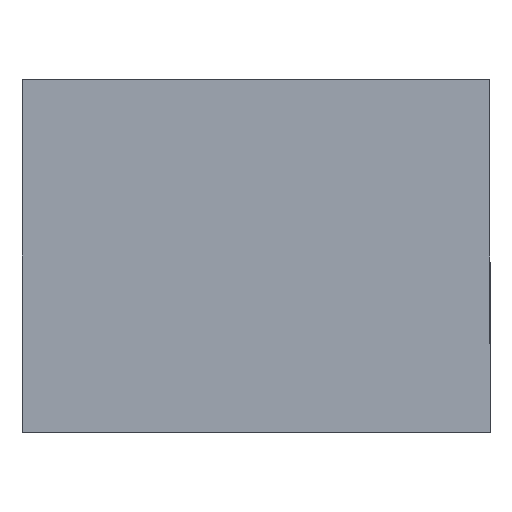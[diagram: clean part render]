
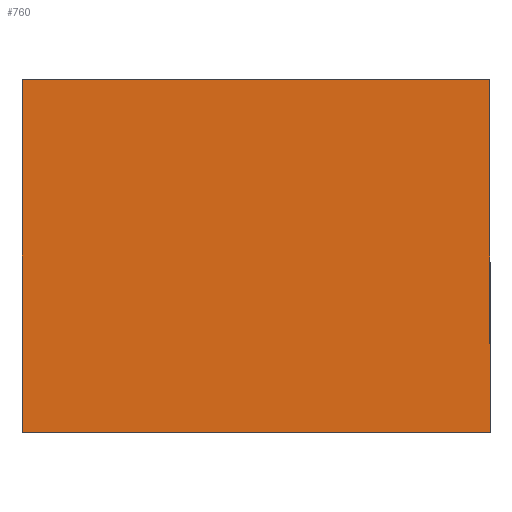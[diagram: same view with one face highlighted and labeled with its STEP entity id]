
A CAD part, left-side view. The second image highlights one B-rep face of the part: STEP entity #760.
In plain terms, the highlighted planar face has unit normal (-1, 0, 0).
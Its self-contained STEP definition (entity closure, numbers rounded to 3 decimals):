
#2 = LINE ( 'NONE', #421, #1016 ) ;
#28 = DIRECTION ( 'NONE',  ( 1., 0., 0. ) ) ;
#62 = VERTEX_POINT ( 'NONE', #186 ) ;
#186 = CARTESIAN_POINT ( 'NONE',  ( -8.5, 17.788, 7. ) ) ;
#238 = LINE ( 'NONE', #977, #917 ) ;
#243 = DIRECTION ( 'NONE',  ( 0., 0., -1. ) ) ;
#272 = EDGE_CURVE ( 'NONE', #1042, #424, #238, .T. ) ;
#274 = EDGE_CURVE ( 'NONE', #424, #62, #403, .T. ) ;
#292 = PLANE ( 'NONE',  #900 ) ;
#321 = ORIENTED_EDGE ( 'NONE', *, *, #274, .T. ) ;
#325 = ORIENTED_EDGE ( 'NONE', *, *, #396, .T. ) ;
#396 = EDGE_CURVE ( 'NONE', #810, #1042, #840, .T. ) ;
#403 = LINE ( 'NONE', #645, #447 ) ;
#406 = CARTESIAN_POINT ( 'NONE',  ( -8.5, 17.788, -8. ) ) ;
#421 = CARTESIAN_POINT ( 'NONE',  ( -8.5, 17.788, -1. ) ) ;
#424 = VERTEX_POINT ( 'NONE', #735 ) ;
#447 = VECTOR ( 'NONE', #639, 1000. ) ;
#532 = VECTOR ( 'NONE', #915, 1000. ) ;
#639 = DIRECTION ( 'NONE',  ( 0., 1., 0. ) ) ;
#642 = ORIENTED_EDGE ( 'NONE', *, *, #921, .F. ) ;
#645 = CARTESIAN_POINT ( 'NONE',  ( -8.5, 17.788, 7. ) ) ;
#735 = CARTESIAN_POINT ( 'NONE',  ( -8.5, -2.132, 7. ) ) ;
#738 = DIRECTION ( 'NONE',  ( 0., 0., 1. ) ) ;
#760 = ADVANCED_FACE ( 'NONE', ( #1028 ), #292, .F. ) ;
#768 = CARTESIAN_POINT ( 'NONE',  ( -8.5, 17.788, -1. ) ) ;
#809 = DIRECTION ( 'NONE',  ( 0., 0., 1. ) ) ;
#810 = VERTEX_POINT ( 'NONE', #951 ) ;
#840 = LINE ( 'NONE', #406, #532 ) ;
#873 = EDGE_LOOP ( 'NONE', ( #992, #321, #642, #325 ) ) ;
#900 = AXIS2_PLACEMENT_3D ( 'NONE', #768, #28, #243 ) ;
#915 = DIRECTION ( 'NONE',  ( 0., -1., 0. ) ) ;
#917 = VECTOR ( 'NONE', #809, 1000. ) ;
#921 = EDGE_CURVE ( 'NONE', #810, #62, #2, .T. ) ;
#940 = CARTESIAN_POINT ( 'NONE',  ( -8.5, -2.132, -8. ) ) ;
#951 = CARTESIAN_POINT ( 'NONE',  ( -8.5, 17.788, -8. ) ) ;
#977 = CARTESIAN_POINT ( 'NONE',  ( -8.5, -2.132, -1. ) ) ;
#992 = ORIENTED_EDGE ( 'NONE', *, *, #272, .T. ) ;
#1016 = VECTOR ( 'NONE', #738, 1000. ) ;
#1028 = FACE_OUTER_BOUND ( 'NONE', #873, .T. ) ;
#1042 = VERTEX_POINT ( 'NONE', #940 ) ;
